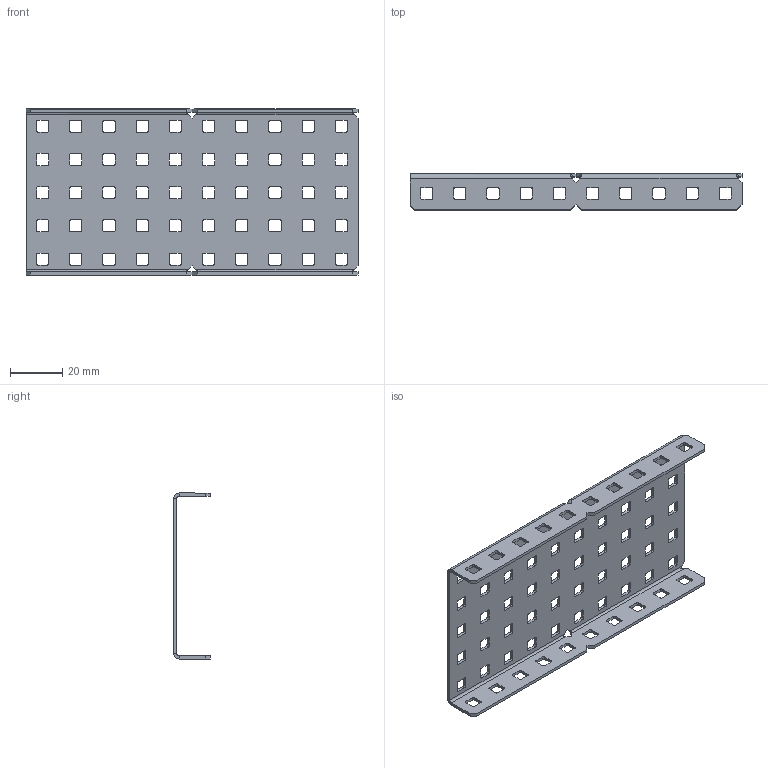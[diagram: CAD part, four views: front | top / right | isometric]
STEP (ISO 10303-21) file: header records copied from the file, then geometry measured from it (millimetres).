
FILE_DESCRIPTION(/* description */ (''),/* implementation_level */ '2;1');
FILE_NAME(/* name */ 'C-Channel 1x5x1x10.ipt.step',/* time_stamp */ '2020-04-16T23:02:12-04:00',/* author */ ('Jordan'),/* organization */ (''),/* preprocessor_version */ 'ST-DEVELOPER v17',/* originating_system */ 'Autodesk Inventor 2019',/* authorisation */ '');
FILE_SCHEMA (('AUTOMOTIVE_DESIGN { 1 0 10303 214 3 1 1 }'));
Length unit declared in the file: inch
Products named in the file (1): C-Channel 1x5x1x10
Bounding box: 127 x 13.87 x 63.5 mm (x, y, z)
Volume: 11221 mm3; surface area: 21185.9 mm2
Topology: 1 solids, 1 shells, 618 faces, 1916 edges, 1302 vertices
Faces by surface type: plane 318, cylinder 288, bspline 12
Entity records: 22020 total; most frequent: CARTESIAN_POINT 4322, DIRECTION 3734, ORIENTED_EDGE 3680, EDGE_CURVE 1840, LINE 1252, VECTOR 1252, AXIS2_PLACEMENT_3D 1241, VERTEX_POINT 1220
